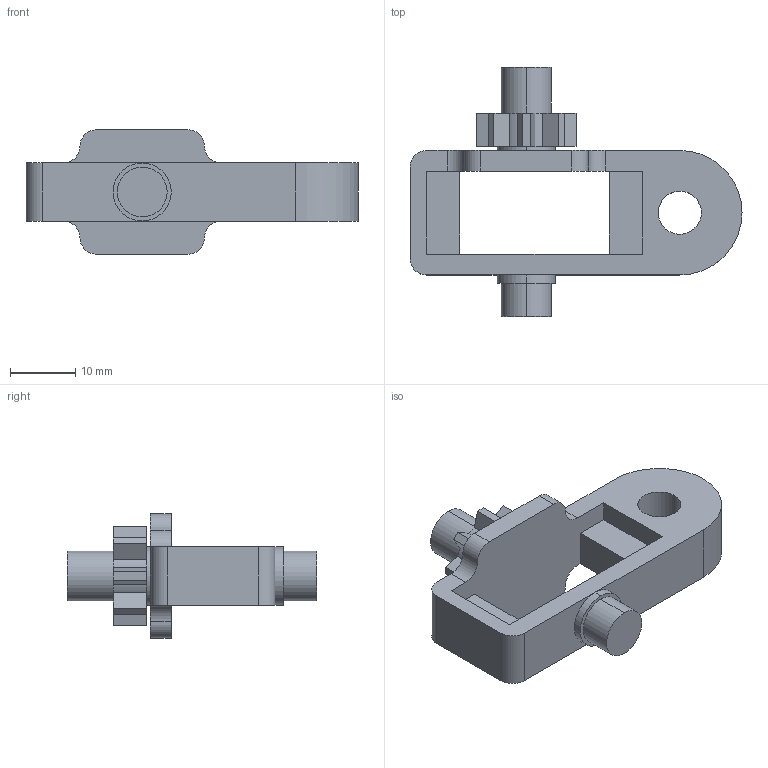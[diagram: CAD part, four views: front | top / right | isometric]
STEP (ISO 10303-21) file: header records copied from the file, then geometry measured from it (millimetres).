
FILE_DESCRIPTION (( 'STEP AP214' ), '1' );
FILE_NAME ('Leg-Proximal.STEP', '2024-07-08T18:59:22', ( '' ), ( '' ), 'SwSTEP 2.0', 'SolidWorks 2024', '' );
FILE_SCHEMA (( 'AUTOMOTIVE_DESIGN' ));
Length unit declared in the file: inch
Products named in the file (1): Leg-Proximal
Bounding box: 50.8 x 38.1 x 19.05 mm (x, y, z)
Volume: 6834.7 mm3; surface area: 4450.7 mm2
Topology: 1 solids, 1 shells, 75 faces, 209 edges, 138 vertices
Faces by surface type: plane 45, cylinder 30
Entity records: 2446 total; most frequent: CARTESIAN_POINT 423, DIRECTION 421, ORIENTED_EDGE 418, EDGE_CURVE 209, LINE 149, VECTOR 149, VERTEX_POINT 138, AXIS2_PLACEMENT_3D 136
